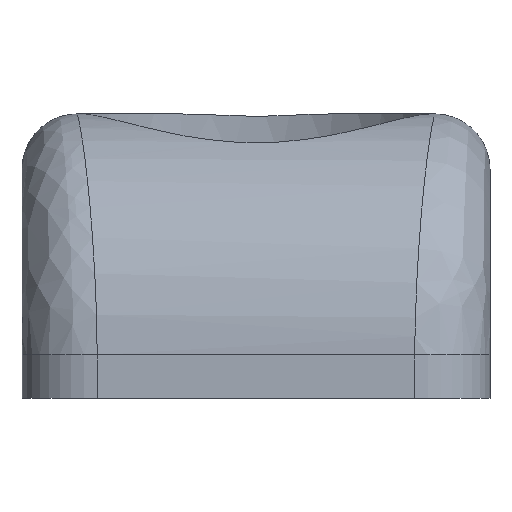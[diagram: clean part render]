
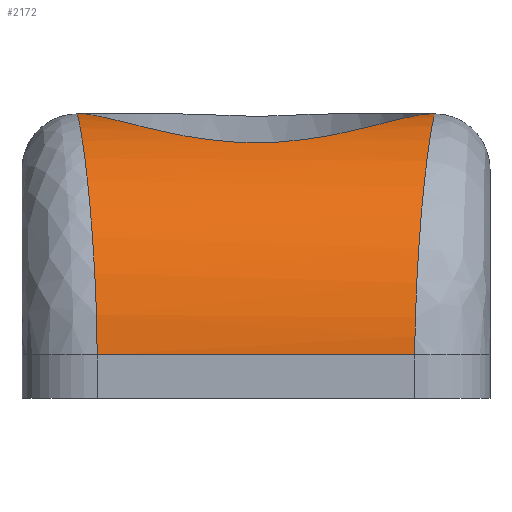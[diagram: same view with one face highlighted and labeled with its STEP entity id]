
A CAD part, front view. The second image highlights one B-rep face of the part: STEP entity #2172.
In plain terms, the highlighted cylindrical face has radius 8.5 mm (diameter 17 mm), a partial arc.
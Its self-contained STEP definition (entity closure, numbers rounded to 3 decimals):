
#68=B_SPLINE_CURVE_WITH_KNOTS('',3,(#3315,#3316,#3317,#3318,#3319,#3320,
#3321,#3322),.UNSPECIFIED.,.F.,.F.,(4,1,1,1,1,4),(0.,0.143,
0.286,0.571,0.857,1.),.UNSPECIFIED.);
#71=B_SPLINE_CURVE_WITH_KNOTS('',3,(#3402,#3403,#3404,#3405,#3406,#3407,
#3408,#3409),.UNSPECIFIED.,.F.,.F.,(4,1,1,1,1,4),(0.,0.143,
0.286,0.571,0.857,1.),.UNSPECIFIED.);
#72=B_SPLINE_CURVE_WITH_KNOTS('',3,(#3420,#3421,#3422,#3423,#3424,#3425,
#3426,#3427,#3428,#3429,#3430,#3431,#3432,#3433,#3434,#3435,#3436,#3437,
#3438,#3439,#3440,#3441,#3442),.UNSPECIFIED.,.F.,.F.,(4,2,2,2,2,3,2,2,2,
2,4),(3.672,3.702,3.821,3.94,
4.185,4.43,4.675,4.92,5.038,
5.157,5.187),.UNSPECIFIED.);
#220=FACE_OUTER_BOUND('',#355,.T.);
#355=EDGE_LOOP('',(#1468,#1469,#1470,#1471,#1472,#1473));
#497=LINE('',#3443,#611);
#498=LINE('',#3444,#612);
#499=LINE('',#3445,#613);
#611=VECTOR('',#2633,10.);
#612=VECTOR('',#2634,10.);
#613=VECTOR('',#2635,10.);
#878=VERTEX_POINT('',#3313);
#879=VERTEX_POINT('',#3314);
#886=VERTEX_POINT('',#3399);
#887=VERTEX_POINT('',#3401);
#890=VERTEX_POINT('',#3418);
#891=VERTEX_POINT('',#3419);
#1098=EDGE_CURVE('',#878,#879,#68,.F.);
#1107=EDGE_CURVE('',#887,#886,#71,.F.);
#1112=EDGE_CURVE('',#890,#891,#72,.T.);
#1113=EDGE_CURVE('',#891,#887,#497,.T.);
#1114=EDGE_CURVE('',#886,#878,#498,.T.);
#1115=EDGE_CURVE('',#879,#890,#499,.T.);
#1468=ORIENTED_EDGE('',*,*,#1112,.T.);
#1469=ORIENTED_EDGE('',*,*,#1113,.T.);
#1470=ORIENTED_EDGE('',*,*,#1107,.T.);
#1471=ORIENTED_EDGE('',*,*,#1114,.T.);
#1472=ORIENTED_EDGE('',*,*,#1098,.T.);
#1473=ORIENTED_EDGE('',*,*,#1115,.T.);
#2130=CYLINDRICAL_SURFACE('',#2322,8.5);
#2172=ADVANCED_FACE('',(#220),#2130,.T.);
#2322=AXIS2_PLACEMENT_3D('',#3417,#2631,#2632);
#2631=DIRECTION('center_axis',(1.,0.,0.));
#2632=DIRECTION('ref_axis',(0.,-0.707,0.707));
#2633=DIRECTION('',(-1.,0.,0.));
#2634=DIRECTION('',(1.,0.,0.));
#2635=DIRECTION('',(-1.,0.,0.));
#3313=CARTESIAN_POINT('',(5.6,-11.6,-6.98));
#3314=CARTESIAN_POINT('',(6.3,-3.1,1.52));
#3315=CARTESIAN_POINT('Ctrl Pts',(6.3,-3.1,1.52));
#3316=CARTESIAN_POINT('Ctrl Pts',(6.3,-3.644,1.52));
#3317=CARTESIAN_POINT('Ctrl Pts',(6.271,-4.739,1.416));
#3318=CARTESIAN_POINT('Ctrl Pts',(6.133,-7.02,0.741));
#3319=CARTESIAN_POINT('Ctrl Pts',(5.867,-9.837,-1.235));
#3320=CARTESIAN_POINT('Ctrl Pts',(5.643,-11.418,-4.468));
#3321=CARTESIAN_POINT('Ctrl Pts',(5.6,-11.6,-6.37));
#3322=CARTESIAN_POINT('Ctrl Pts',(5.6,-11.6,-6.98));
#3399=CARTESIAN_POINT('',(-5.6,-11.6,-6.98));
#3401=CARTESIAN_POINT('',(-6.3,-3.1,1.52));
#3402=CARTESIAN_POINT('Ctrl Pts',(-5.6,-11.6,-6.98));
#3403=CARTESIAN_POINT('Ctrl Pts',(-5.6,-11.6,-6.37));
#3404=CARTESIAN_POINT('Ctrl Pts',(-5.629,-11.466,-5.106));
#3405=CARTESIAN_POINT('Ctrl Pts',(-5.767,-10.576,-2.523));
#3406=CARTESIAN_POINT('Ctrl Pts',(-6.033,-8.238,0.195));
#3407=CARTESIAN_POINT('Ctrl Pts',(-6.257,-5.272,1.372));
#3408=CARTESIAN_POINT('Ctrl Pts',(-6.3,-3.644,1.52));
#3409=CARTESIAN_POINT('Ctrl Pts',(-6.3,-3.1,1.52));
#3417=CARTESIAN_POINT('Origin',(4.125,-3.1,-6.98));
#3418=CARTESIAN_POINT('',(6.261,-3.1,1.52));
#3419=CARTESIAN_POINT('',(-6.261,-3.1,1.52));
#3420=CARTESIAN_POINT('Ctrl Pts',(6.261,-3.1,1.52));
#3421=CARTESIAN_POINT('Ctrl Pts',(6.215,-3.193,1.52));
#3422=CARTESIAN_POINT('Ctrl Pts',(6.167,-3.285,1.518));
#3423=CARTESIAN_POINT('Ctrl Pts',(5.93,-3.722,1.504));
#3424=CARTESIAN_POINT('Ctrl Pts',(5.697,-4.086,1.47));
#3425=CARTESIAN_POINT('Ctrl Pts',(5.173,-4.764,1.363));
#3426=CARTESIAN_POINT('Ctrl Pts',(4.882,-5.077,1.291));
#3427=CARTESIAN_POINT('Ctrl Pts',(4.004,-5.883,1.071));
#3428=CARTESIAN_POINT('Ctrl Pts',(3.275,-6.354,0.88));
#3429=CARTESIAN_POINT('Ctrl Pts',(1.681,-6.978,0.591));
#3430=CARTESIAN_POINT('Ctrl Pts',(0.817,-7.132,0.503));
#3431=CARTESIAN_POINT('Ctrl Pts',(0.,-7.132,0.503));
#3432=CARTESIAN_POINT('Ctrl Pts',(-0.817,-7.132,
0.503));
#3433=CARTESIAN_POINT('Ctrl Pts',(-1.681,-6.978,0.591));
#3434=CARTESIAN_POINT('Ctrl Pts',(-3.275,-6.354,0.88));
#3435=CARTESIAN_POINT('Ctrl Pts',(-4.004,-5.883,1.071));
#3436=CARTESIAN_POINT('Ctrl Pts',(-4.882,-5.077,1.291));
#3437=CARTESIAN_POINT('Ctrl Pts',(-5.173,-4.764,1.363));
#3438=CARTESIAN_POINT('Ctrl Pts',(-5.697,-4.086,1.47));
#3439=CARTESIAN_POINT('Ctrl Pts',(-5.93,-3.722,1.504));
#3440=CARTESIAN_POINT('Ctrl Pts',(-6.167,-3.285,1.518));
#3441=CARTESIAN_POINT('Ctrl Pts',(-6.215,-3.193,1.52));
#3442=CARTESIAN_POINT('Ctrl Pts',(-6.261,-3.1,1.52));
#3443=CARTESIAN_POINT('',(4.125,-3.1,1.52));
#3444=CARTESIAN_POINT('',(4.125,-11.6,-6.98));
#3445=CARTESIAN_POINT('',(4.125,-3.1,1.52));
